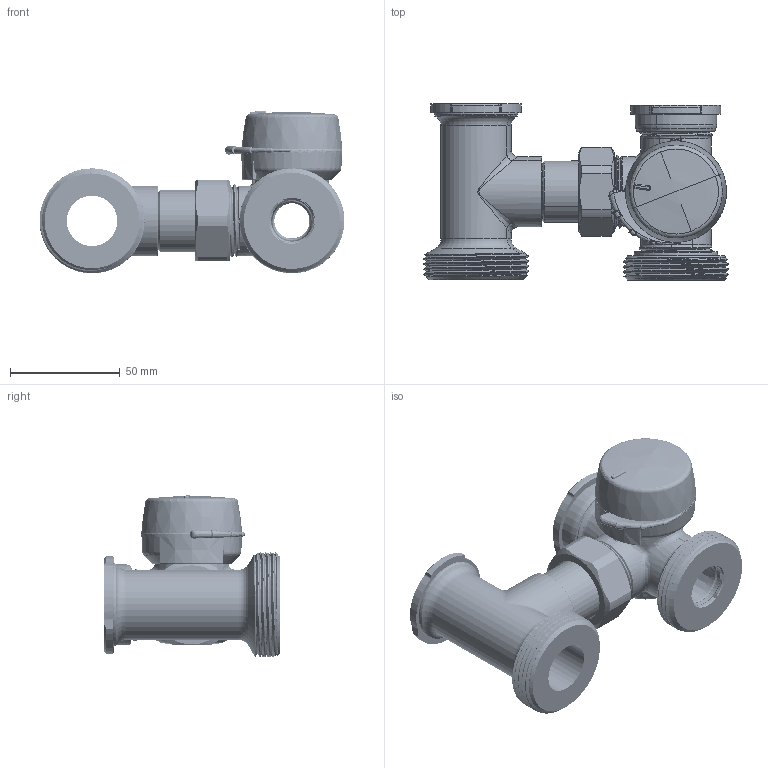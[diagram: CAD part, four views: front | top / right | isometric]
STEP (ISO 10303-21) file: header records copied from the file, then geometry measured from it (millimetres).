
FILE_DESCRIPTION(('CATIA V5 STEP Exchange'),'2;1');
FILE_NAME('VRH130.stp','2014-09-15T06:19:40+00:00',('none'),('none'),'CATIA Version 5 Release 20 SP 6 (IN-10)','CATIA V5 STEP AP214','none');
FILE_SCHEMA(('AUTOMOTIVE_DESIGN { 1 0 10303 214 1 1 1 1 }'));
Length unit declared in the file: millimetre
Products named in the file (20): 7441z1; 7426z1; 7425-01; 7038-01; 7066s1; 7026-01; 7030-01; 7034-01; 7423-01; 7422-01; 2639-01; 7421-01; 7040-01; 7043s1; 7039-01; 7042-01; 6163-01; 2640-01; 2869-01; 2870-01.CATPart
Assembly tree (21 placements, depth 4):
  7441z1
    7426z1
      7425-01
      7038-01
      7066s1
        7026-01
      7030-01
      7034-01
    7423-01
    7422-01
    2639-01
    7421-01
    7040-01
    7043s1
      7039-01
      7042-01
    6163-01  x3
    2640-01
    2869-01
    2870-01.CATPart
Bounding box: 138.8 x 80.25 x 74.07 mm (x, y, z)
Volume: 166498.6 mm3; surface area: 106829.4 mm2
Topology: 20 solids, 20 shells, 6608 faces, 15874 edges, 8931 vertices
Faces by surface type: cylinder 2177, bspline 1918, plane 994, torus 599, cone 437, sphere 428, revolution 49, extrusion 6
Entity records: 331003 total; most frequent: CARTESIAN_POINT 162726, ORIENTED_EDGE 30776, DIRECTION 17500, EDGE_CURVE 15388, VERTEX_POINT 8917, AXIS2_PLACEMENT_3D 8471, EDGE_LOOP 6715, B_SPLINE_CURVE_WITH_KNOTS 6709
